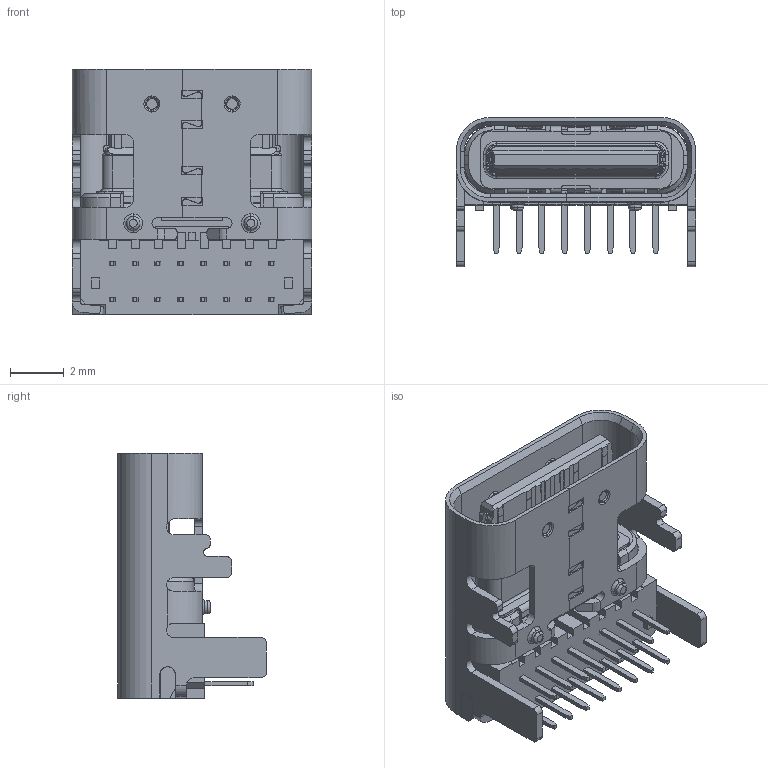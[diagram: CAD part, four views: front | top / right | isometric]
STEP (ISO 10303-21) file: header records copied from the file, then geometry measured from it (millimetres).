
FILE_DESCRIPTION( ( 'STEP AP214' ), '1' );
FILE_NAME( 'USB4085-GF-A.stp', '2021-11-01T01:46:23', ( 'License CC BY-ND 4.0' ), ( 'CADENAS' ), ' ', 'PARTsolutions', ' ' );
FILE_SCHEMA( ( 'AUTOMOTIVE_DESIGN { 1 0 10303 214 1 1 1 1 }' ) );
Length unit declared in the file: millimetre
Products named in the file (4): USB4085-GF-A; ¾µÏò1; ÊäÈë1
Assembly tree (3 placements, depth 2):
  USB4085-GF-A
    ¾µÏò1
    ÊäÈë1
    ¾µÏò1
Bounding box: 8.94 x 5.56 x 9.17 mm (x, y, z)
Volume: 49.1 mm3; surface area: 1099.8 mm2
Topology: 1 solids, 2241 shells, 2619 faces, 13270 edges, 12896 vertices
Faces by surface type: plane 2155, cylinder 334, bspline 112, cone 18
Full cylindrical faces by diameter (mm): 0.35 x2, 0.55 x2, 0.7 x4
Entity records: 154341 total; most frequent: CARTESIAN_POINT 59836, ORIENTED_EDGE 14284, EDGE_CURVE 13254, VERTEX_POINT 12892, B_SPLINE_CURVE_WITH_KNOTS 12261, DIRECTION 6009, EDGE_LOOP 2730, AXIS2_PLACEMENT_3D 2663
